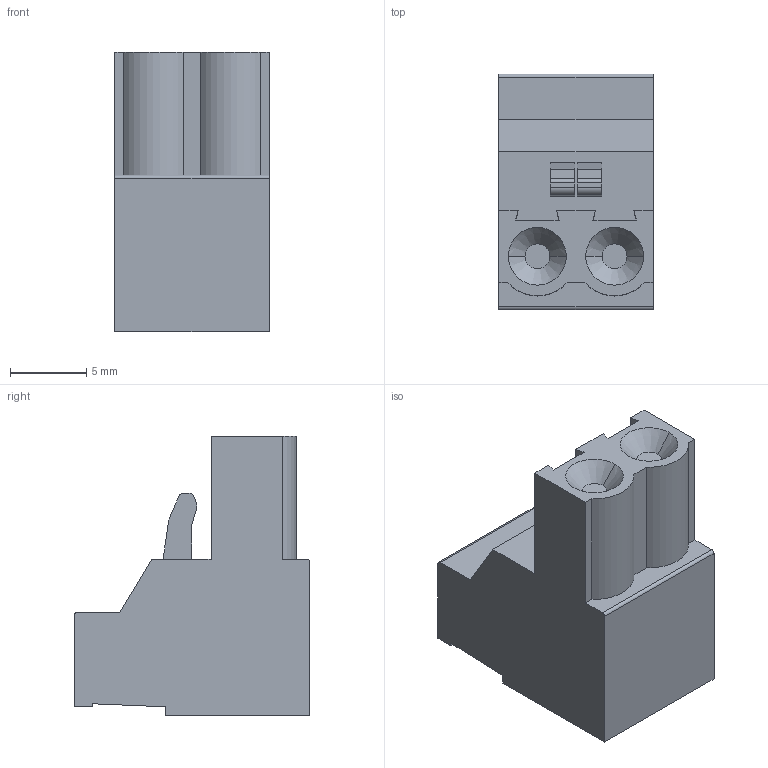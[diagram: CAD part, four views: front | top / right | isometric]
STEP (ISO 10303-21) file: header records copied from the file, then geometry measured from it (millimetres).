
FILE_DESCRIPTION((''),'2;1');
FILE_NAME('C-796634-2','2022-10-07T04:24:49',('workeradm'),('TE Connectivity Ltd.'),'CREO PARAMETRIC BY PTC INC, 2021072','CREO PARAMETRIC BY PTC INC, 2021072','');
FILE_SCHEMA(('AUTOMOTIVE_DESIGN { 1 0 10303 214 1 1 1 1 }'));
Length unit declared in the file: millimetre
Products named in the file (1): C-796634-2
Bounding box: 10.16 x 15.5 x 18.4 mm (x, y, z)
Volume: 1779.4 mm3; surface area: 1185 mm2
Topology: 1 solids, 1 shells, 110 faces, 277 edges, 186 vertices
Faces by surface type: plane 80, cylinder 18, bspline 8, cone 4
Entity records: 3501 total; most frequent: CARTESIAN_POINT 798, ORIENTED_EDGE 552, DIRECTION 536, EDGE_CURVE 276, VERTEX_POINT 184, AXIS2_PLACEMENT_3D 180, VECTOR 176, LINE 176
